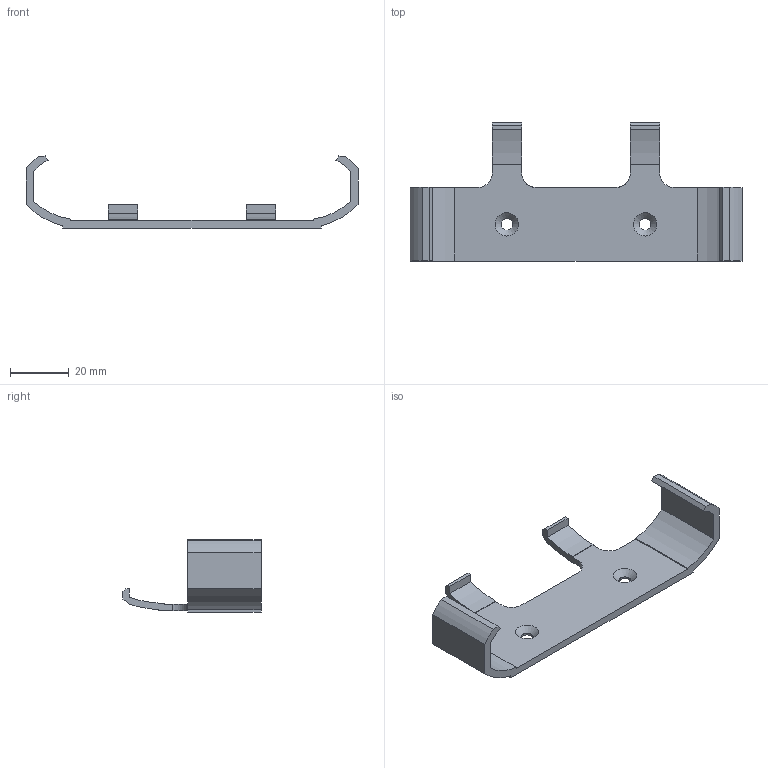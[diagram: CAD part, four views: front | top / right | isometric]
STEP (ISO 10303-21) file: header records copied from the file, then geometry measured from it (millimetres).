
FILE_DESCRIPTION(/* description */ (''),/* implementation_level */ '2;1');
FILE_NAME(/* name */ 'Flex Mini Wall Mount.step',/* time_stamp */ '2020-09-22T22:36:22-03:00',/* author */ (''),/* organization */ (''),/* preprocessor_version */ 'ST-DEVELOPER v18.1',/* originating_system */ 'Autodesk Translation Framework v9.3.0.1241',/* authorisation */ '');
FILE_SCHEMA (('AUTOMOTIVE_DESIGN { 1 0 10303 214 3 1 1 }'));
Length unit declared in the file: millimetre
Products named in the file (3): Flex Mini; Flex Mini_1; Wall Mount
Assembly tree (2 placements, depth 3):
  Flex Mini
    Flex Mini_1
      Wall Mount
Bounding box: 113 x 47 x 24.54 mm (x, y, z)
Volume: 11183.5 mm3; surface area: 9732.4 mm2
Topology: 1 solids, 1 shells, 58 faces, 164 edges, 108 vertices
Faces by surface type: plane 38, cylinder 18, cone 2
Full cylindrical faces by diameter (mm): 4 x2
Entity records: 1957 total; most frequent: CARTESIAN_POINT 335, DIRECTION 330, ORIENTED_EDGE 328, EDGE_CURVE 164, LINE 124, VECTOR 124, VERTEX_POINT 108, AXIS2_PLACEMENT_3D 103
